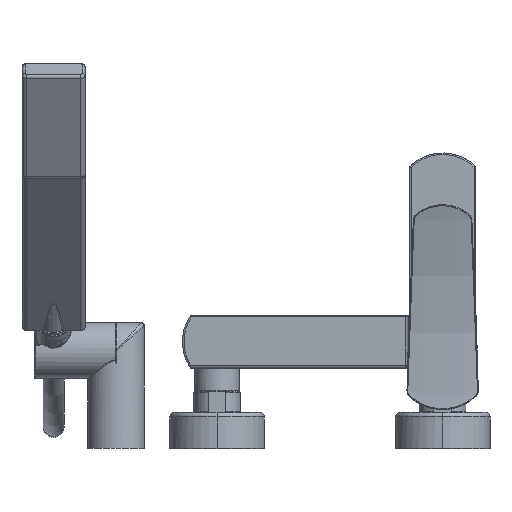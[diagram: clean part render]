
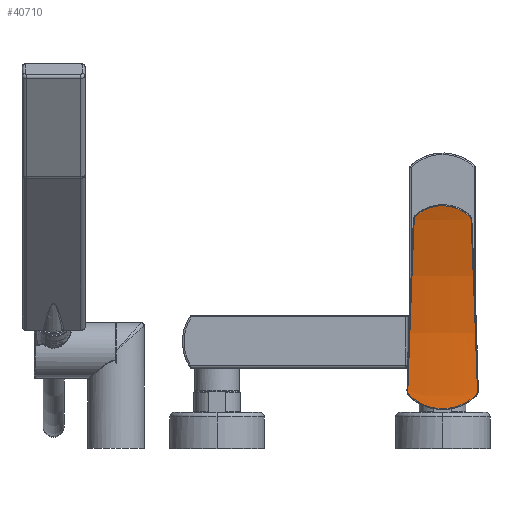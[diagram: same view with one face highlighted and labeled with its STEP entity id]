
A CAD part, top view. The second image highlights one B-rep face of the part: STEP entity #40710.
In plain terms, the highlighted toroidal (fillet/blend) face has major radius 850 mm and minor radius 500 mm.
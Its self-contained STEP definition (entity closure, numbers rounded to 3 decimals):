
#40594=CARTESIAN_POINT('Axis2P3D Location',(0.,-31.356,448.775)) ;
#40600=CARTESIAN_POINT('Control Point',(17.603,66.066,112.285)) ;
#40601=CARTESIAN_POINT('Control Point',(16.141,67.364,112.714)) ;
#40602=CARTESIAN_POINT('Control Point',(14.48,68.597,113.133)) ;
#40603=CARTESIAN_POINT('Control Point',(12.592,69.744,113.533)) ;
#40604=CARTESIAN_POINT('Control Point',(9.362,71.245,114.068)) ;
#40605=CARTESIAN_POINT('Control Point',(5.51,72.217,114.422)) ;
#40606=CARTESIAN_POINT('Control Point',(4.203,72.465,114.512)) ;
#40607=CARTESIAN_POINT('Control Point',(1.832,72.753,114.618)) ;
#40608=CARTESIAN_POINT('Control Point',(-0.596,72.771,114.625)) ;
#40609=CARTESIAN_POINT('Control Point',(-1.636,72.727,114.608)) ;
#40610=CARTESIAN_POINT('Control Point',(-4.089,72.501,114.526)) ;
#40611=CARTESIAN_POINT('Control Point',(-6.405,72.017,114.349)) ;
#40612=CARTESIAN_POINT('Control Point',(-7.686,71.659,114.219)) ;
#40613=CARTESIAN_POINT('Control Point',(-10.876,70.56,113.823)) ;
#40614=CARTESIAN_POINT('Control Point',(-13.565,69.13,113.32)) ;
#40615=CARTESIAN_POINT('Control Point',(-15.06,68.16,112.985)) ;
#40616=CARTESIAN_POINT('Control Point',(-16.4,67.134,112.638)) ;
#40617=CARTESIAN_POINT('Control Point',(-17.603,66.066,112.285)) ;
#40618=CARTESIAN_POINT('Vertex',(17.603,66.066,112.285)) ;
#40620=CARTESIAN_POINT('Vertex',(-17.603,66.066,112.285)) ;
#40624=CARTESIAN_POINT('Control Point',(-17.603,66.066,112.285)) ;
#40625=CARTESIAN_POINT('Control Point',(-18.293,65.453,112.082)) ;
#40626=CARTESIAN_POINT('Control Point',(-18.68,64.737,111.861)) ;
#40627=CARTESIAN_POINT('Control Point',(-18.895,64.011,111.647)) ;
#40628=CARTESIAN_POINT('Control Point',(-18.924,63.278,111.44)) ;
#40629=CARTESIAN_POINT('Vertex',(-18.924,63.278,111.44)) ;
#40633=CARTESIAN_POINT('Control Point',(-18.924,63.278,111.44)) ;
#40634=CARTESIAN_POINT('Control Point',(-20.027,35.669,103.651)) ;
#40635=CARTESIAN_POINT('Control Point',(-21.107,7.205,98.873)) ;
#40636=CARTESIAN_POINT('Control Point',(-22.145,-21.616,97.248)) ;
#40637=CARTESIAN_POINT('Control Point',(-23.122,-50.277,98.752)) ;
#40638=CARTESIAN_POINT('Vertex',(-23.122,-50.277,98.752)) ;
#40642=CARTESIAN_POINT('Control Point',(-23.122,-50.277,98.752)) ;
#40643=CARTESIAN_POINT('Control Point',(-23.15,-51.101,98.795)) ;
#40644=CARTESIAN_POINT('Control Point',(-22.956,-51.922,98.851)) ;
#40645=CARTESIAN_POINT('Control Point',(-22.563,-52.739,98.919)) ;
#40646=CARTESIAN_POINT('Control Point',(-21.819,-53.442,98.996)) ;
#40647=CARTESIAN_POINT('Vertex',(-21.819,-53.442,98.996)) ;
#40651=CARTESIAN_POINT('Control Point',(-21.819,-53.442,98.996)) ;
#40652=CARTESIAN_POINT('Control Point',(-20.666,-54.53,99.115)) ;
#40653=CARTESIAN_POINT('Control Point',(-19.405,-55.585,99.238)) ;
#40654=CARTESIAN_POINT('Control Point',(-18.024,-56.596,99.362)) ;
#40655=CARTESIAN_POINT('Control Point',(-15.108,-58.437,99.6)) ;
#40656=CARTESIAN_POINT('Control Point',(-11.656,-59.98,99.815)) ;
#40657=CARTESIAN_POINT('Control Point',(-9.855,-60.638,99.91)) ;
#40658=CARTESIAN_POINT('Control Point',(-6.674,-61.518,100.04)) ;
#40659=CARTESIAN_POINT('Control Point',(-3.226,-61.986,100.111)) ;
#40660=CARTESIAN_POINT('Control Point',(-1.843,-62.097,100.128)) ;
#40661=CARTESIAN_POINT('Control Point',(1.094,-62.17,100.139)) ;
#40662=CARTESIAN_POINT('Control Point',(3.997,-61.908,100.099)) ;
#40663=CARTESIAN_POINT('Control Point',(5.483,-61.681,100.064)) ;
#40664=CARTESIAN_POINT('Control Point',(9.216,-60.889,99.946)) ;
#40665=CARTESIAN_POINT('Control Point',(12.535,-59.65,99.768)) ;
#40666=CARTESIAN_POINT('Control Point',(14.403,-58.763,99.645)) ;
#40667=CARTESIAN_POINT('Control Point',(17.125,-57.211,99.439)) ;
#40668=CARTESIAN_POINT('Control Point',(19.466,-55.49,99.229)) ;
#40669=CARTESIAN_POINT('Control Point',(20.297,-54.823,99.15)) ;
#40670=CARTESIAN_POINT('Control Point',(21.08,-54.139,99.072)) ;
#40671=CARTESIAN_POINT('Control Point',(21.819,-53.442,98.996)) ;
#40672=CARTESIAN_POINT('Vertex',(21.819,-53.442,98.996)) ;
#40676=CARTESIAN_POINT('Control Point',(21.819,-53.442,98.996)) ;
#40677=CARTESIAN_POINT('Control Point',(22.563,-52.74,98.919)) ;
#40678=CARTESIAN_POINT('Control Point',(22.956,-51.922,98.851)) ;
#40679=CARTESIAN_POINT('Control Point',(23.15,-51.101,98.795)) ;
#40680=CARTESIAN_POINT('Control Point',(23.122,-50.277,98.752)) ;
#40681=CARTESIAN_POINT('Vertex',(23.122,-50.277,98.752)) ;
#40685=CARTESIAN_POINT('Control Point',(18.924,63.278,111.44)) ;
#40686=CARTESIAN_POINT('Control Point',(20.027,35.669,103.651)) ;
#40687=CARTESIAN_POINT('Control Point',(21.107,7.205,98.873)) ;
#40688=CARTESIAN_POINT('Control Point',(22.145,-21.616,97.248)) ;
#40689=CARTESIAN_POINT('Control Point',(23.122,-50.277,98.752)) ;
#40690=CARTESIAN_POINT('Vertex',(18.924,63.278,111.44)) ;
#40694=CARTESIAN_POINT('Control Point',(18.924,63.278,111.44)) ;
#40695=CARTESIAN_POINT('Control Point',(18.895,64.011,111.647)) ;
#40696=CARTESIAN_POINT('Control Point',(18.68,64.737,111.861)) ;
#40697=CARTESIAN_POINT('Control Point',(18.294,65.453,112.082)) ;
#40698=CARTESIAN_POINT('Control Point',(17.603,66.066,112.285)) ;
#40595=DIRECTION('Axis2P3D Direction',(1.,0.,0.)) ;
#40596=DIRECTION('Axis2P3D XDirection',(0.,-0.118,-0.993)) ;
#40597=AXIS2_PLACEMENT_3D('Torus Axis2P3D',#40594,#40595,#40596) ;
#40598=TOROIDAL_SURFACE('homeo Torus',#40597,850.,500.) ;
#40622=EDGE_CURVE('',#40619,#40621,#40599,.T.) ;
#40631=EDGE_CURVE('',#40621,#40630,#40623,.T.) ;
#40640=EDGE_CURVE('',#40630,#40639,#40632,.T.) ;
#40649=EDGE_CURVE('',#40639,#40648,#40641,.T.) ;
#40674=EDGE_CURVE('',#40648,#40673,#40650,.T.) ;
#40683=EDGE_CURVE('',#40673,#40682,#40675,.T.) ;
#40692=EDGE_CURVE('',#40682,#40691,#40684,.F.) ;
#40699=EDGE_CURVE('',#40691,#40619,#40693,.T.) ;
#40701=ORIENTED_EDGE('',*,*,#40622,.T.) ;
#40702=ORIENTED_EDGE('',*,*,#40631,.T.) ;
#40703=ORIENTED_EDGE('',*,*,#40640,.T.) ;
#40704=ORIENTED_EDGE('',*,*,#40649,.T.) ;
#40705=ORIENTED_EDGE('',*,*,#40674,.T.) ;
#40706=ORIENTED_EDGE('',*,*,#40683,.T.) ;
#40707=ORIENTED_EDGE('',*,*,#40692,.T.) ;
#40708=ORIENTED_EDGE('',*,*,#40699,.T.) ;
#40700=EDGE_LOOP('',(#40701,#40702,#40703,#40704,#40705,#40706,#40707,#40708)) ;
#40619=VERTEX_POINT('',#40618) ;
#40621=VERTEX_POINT('',#40620) ;
#40630=VERTEX_POINT('',#40629) ;
#40639=VERTEX_POINT('',#40638) ;
#40648=VERTEX_POINT('',#40647) ;
#40673=VERTEX_POINT('',#40672) ;
#40682=VERTEX_POINT('',#40681) ;
#40691=VERTEX_POINT('',#40690) ;
#40710=ADVANCED_FACE('P32946.1\\PartBody',(#40709),#40598,.T.) ;
#40599=B_SPLINE_CURVE_WITH_KNOTS('',5,(#40600,#40601,#40602,#40603,#40604,#40605,#40606,#40607,#40608,#40609,#40610,#40611,#40612,#40613,#40614,#40615,#40616,#40617),.UNSPECIFIED.,.F.,.U.,(6,3,3,3,3,6),(143.149,164.03,173.992,181.482,191.908,209.1),.UNSPECIFIED.) ;
#40623=B_SPLINE_CURVE_WITH_KNOTS('',4,(#40624,#40625,#40626,#40627,#40628),.UNSPECIFIED.,.F.,.U.,(5,5),(24.137,32.466),.UNSPECIFIED.) ;
#40632=B_SPLINE_CURVE_WITH_KNOTS('',4,(#40633,#40634,#40635,#40636,#40637),.UNSPECIFIED.,.F.,.U.,(5,5),(100.698,401.93),.UNSPECIFIED.) ;
#40641=B_SPLINE_CURVE_WITH_KNOTS('',4,(#40642,#40643,#40644,#40645,#40646),.UNSPECIFIED.,.F.,.U.,(5,5),(23.767,32.705),.UNSPECIFIED.) ;
#40650=B_SPLINE_CURVE_WITH_KNOTS('',5,(#40651,#40652,#40653,#40654,#40655,#40656,#40657,#40658,#40659,#40660,#40661,#40662,#40663,#40664,#40665,#40666,#40667,#40668,#40669,#40670,#40671),.UNSPECIFIED.,.F.,.U.,(6,3,3,3,3,3,6),(166.218,182.822,198.234,208.194,219.186,236.825,247.47),.UNSPECIFIED.) ;
#40675=B_SPLINE_CURVE_WITH_KNOTS('',4,(#40676,#40677,#40678,#40679,#40680),.UNSPECIFIED.,.F.,.U.,(5,5),(24.234,33.171),.UNSPECIFIED.) ;
#40684=B_SPLINE_CURVE_WITH_KNOTS('',4,(#40685,#40686,#40687,#40688,#40689),.UNSPECIFIED.,.F.,.U.,(5,5),(100.698,401.93),.UNSPECIFIED.) ;
#40693=B_SPLINE_CURVE_WITH_KNOTS('',4,(#40694,#40695,#40696,#40697,#40698),.UNSPECIFIED.,.F.,.U.,(5,5),(23.726,32.054),.UNSPECIFIED.) ;
#40709=FACE_OUTER_BOUND('',#40700,.T.) ;
